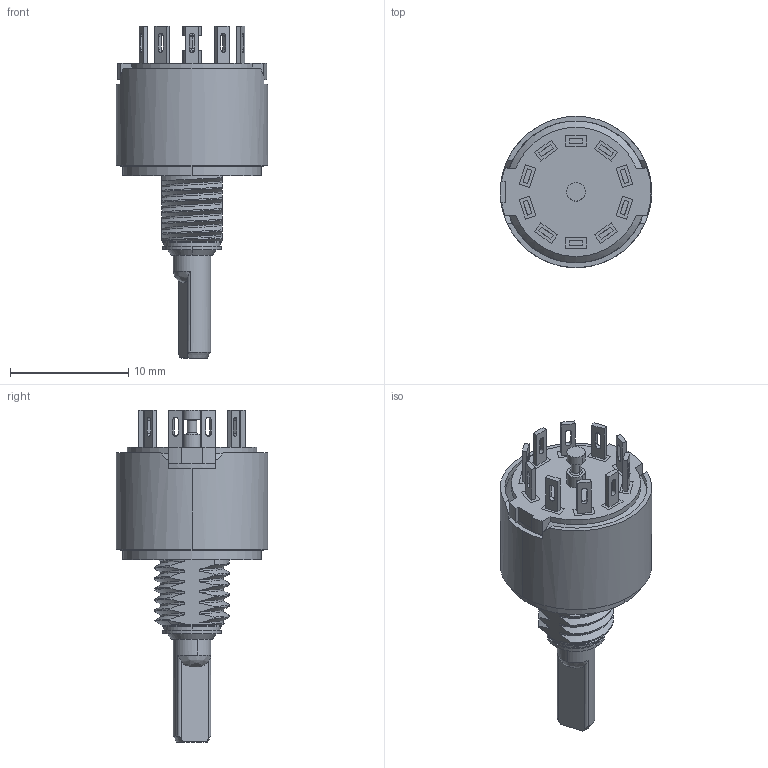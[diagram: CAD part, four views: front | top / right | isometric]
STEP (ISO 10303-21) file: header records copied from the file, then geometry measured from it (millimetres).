
FILE_DESCRIPTION((''),'2;1');
FILE_NAME('56SD36-01-1-XXX_SW0001','2019-01-24T',('jjanota'),(''),'PRO/ENGINEER BY PARAMETRIC TECHNOLOGY CORPORATION, 2016100','PRO/ENGINEER BY PARAMETRIC TECHNOLOGY CORPORATION, 2016100','');
FILE_SCHEMA(('CONFIG_CONTROL_DESIGN'));
Length unit declared in the file: inch
Products named in the file (1): 56SD36-01-1-XXX_SW0001
Bounding box: 12.83 x 12.83 x 28.12 mm (x, y, z)
Surface area: 1338.3 mm2 (no closed solid volume)
Topology: 0 solids, 19 shells, 237 faces, 713 edges, 509 vertices
Faces by surface type: plane 116, cylinder 66, bspline 42, cone 9, torus 4
Entity records: 19945 total; most frequent: CARTESIAN_POINT 13658, ORIENTED_EDGE 1296, DIRECTION 1142, EDGE_CURVE 713, VERTEX_POINT 509, VECTOR 422, LINE 422, AXIS2_PLACEMENT_3D 360
